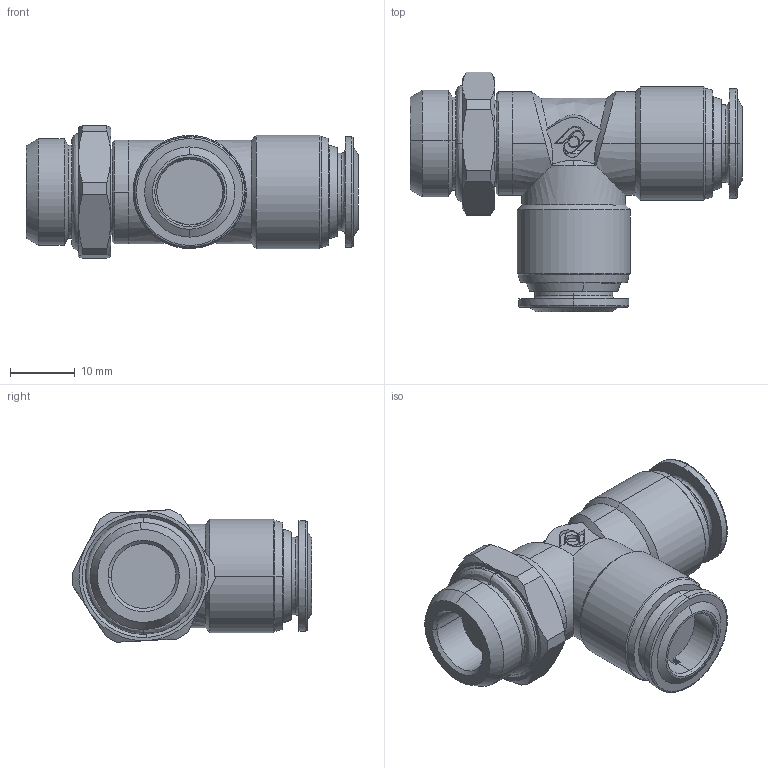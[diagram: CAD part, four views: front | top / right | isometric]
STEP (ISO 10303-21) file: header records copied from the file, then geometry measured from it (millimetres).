
FILE_DESCRIPTION (( 'STEP AP214' ), '1' );
FILE_NAME ('PST10-G03_ME.STEP', '2018-09-06T13:28:14', ( '' ), ( '' ), 'SwSTEP 2.0', 'SolidWorks 2018', '' );
FILE_SCHEMA (( 'AUTOMOTIVE_DESIGN' ));
Length unit declared in the file: millimetre
Products named in the file (1): PST10-G03_ME
Bounding box: 51.3 x 37.05 x 20.48 mm (x, y, z)
Volume: 13887.9 mm3; surface area: 6056.6 mm2
Topology: 2 solids, 2 shells, 209 faces, 523 edges, 334 vertices
Faces by surface type: bspline 209
Entity records: 9864 total; most frequent: CARTESIAN_POINT 6779, ORIENTED_EDGE 1046, EDGE_CURVE 523, B_SPLINE_CURVE_WITH_KNOTS 382, VERTEX_POINT 334, EDGE_LOOP 235, FACE_OUTER_BOUND 209, ADVANCED_FACE 209
